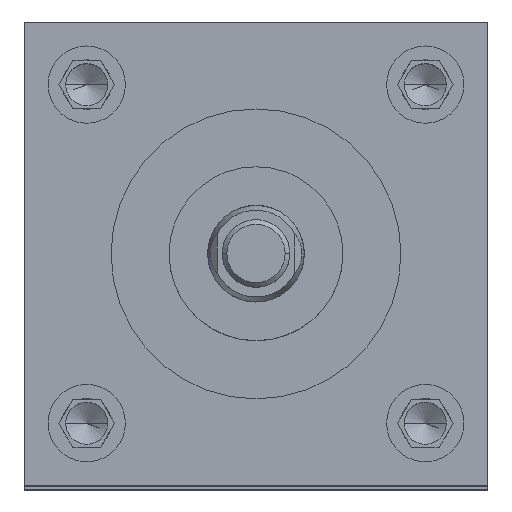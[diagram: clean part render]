
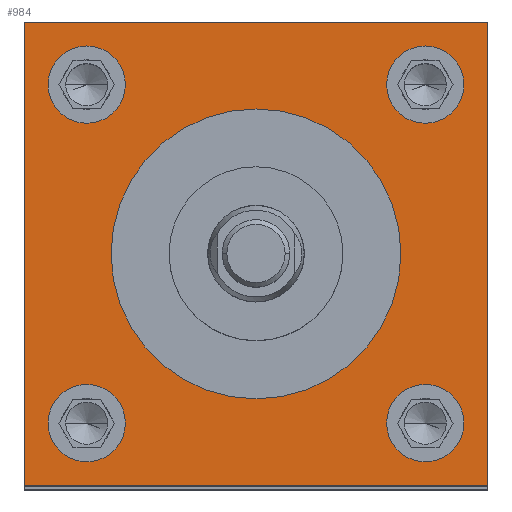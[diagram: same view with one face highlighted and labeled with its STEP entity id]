
A CAD part, top view. The second image highlights one B-rep face of the part: STEP entity #984.
In plain terms, the highlighted planar face has unit normal (0, 0, 1).
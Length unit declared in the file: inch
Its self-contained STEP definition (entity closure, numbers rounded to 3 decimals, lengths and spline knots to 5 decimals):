
#131 = CIRCLE ( 'NONE', #5475, 0.25 ) ;
#132 = ORIENTED_EDGE ( 'NONE', *, *, #1768, .F. ) ;
#154 = EDGE_CURVE ( 'NONE', #2974, #223, #4297, .T. ) ;
#158 = EDGE_LOOP ( 'NONE', ( #1101, #750 ) ) ;
#161 = FACE_BOUND ( 'NONE', #3918, .T. ) ;
#223 = VERTEX_POINT ( 'NONE', #5217 ) ;
#290 = CARTESIAN_POINT ( 'NONE',  ( -1.5, 1.5, 15.75 ) ) ;
#291 = EDGE_LOOP ( 'NONE', ( #6036, #5130, #946, #1929 ) ) ;
#306 = CARTESIAN_POINT ( 'NONE',  ( -1.5, -1.5, 15.75 ) ) ;
#313 = DIRECTION ( 'NONE',  ( 0., 0., 1. ) ) ;
#361 = DIRECTION ( 'NONE',  ( 1., 0., 0. ) ) ;
#365 = AXIS2_PLACEMENT_3D ( 'NONE', #2272, #813, #361 ) ;
#377 = ORIENTED_EDGE ( 'NONE', *, *, #1596, .F. ) ;
#445 = CARTESIAN_POINT ( 'NONE',  ( -0.845, 1.095, 15.75 ) ) ;
#470 = EDGE_CURVE ( 'NONE', #1272, #5351, #3503, .T. ) ;
#508 = DIRECTION ( 'NONE',  ( 1., 0., 0. ) ) ;
#553 = EDGE_CURVE ( 'NONE', #4109, #4261, #4038, .T. ) ;
#640 = CIRCLE ( 'NONE', #4792, 0.9375 ) ;
#682 = EDGE_CURVE ( 'NONE', #223, #4109, #5704, .T. ) ;
#750 = ORIENTED_EDGE ( 'NONE', *, *, #3146, .F. ) ;
#792 = CARTESIAN_POINT ( 'NONE',  ( -1.095, 1.095, 15.75 ) ) ;
#800 = CARTESIAN_POINT ( 'NONE',  ( 0., 0., 15.75 ) ) ;
#813 = DIRECTION ( 'NONE',  ( 0., 0., 1. ) ) ;
#846 = VECTOR ( 'NONE', #5548, 39.37008 ) ;
#946 = ORIENTED_EDGE ( 'NONE', *, *, #682, .T. ) ;
#984 = ADVANCED_FACE ( 'NONE', ( #3023, #4481, #161, #2064, #4018, #2712 ), #1750, .F. ) ;
#1101 = ORIENTED_EDGE ( 'NONE', *, *, #4291, .F. ) ;
#1157 = AXIS2_PLACEMENT_3D ( 'NONE', #2224, #1178, #2711 ) ;
#1178 = DIRECTION ( 'NONE',  ( 0., 0., 1. ) ) ;
#1236 = VECTOR ( 'NONE', #3794, 39.37008 ) ;
#1258 = AXIS2_PLACEMENT_3D ( 'NONE', #2824, #5311, #2338 ) ;
#1272 = VERTEX_POINT ( 'NONE', #1898 ) ;
#1288 = CARTESIAN_POINT ( 'NONE',  ( -1.5, 1.5, 15.75 ) ) ;
#1481 = DIRECTION ( 'NONE',  ( 1., 0., 0. ) ) ;
#1495 = ORIENTED_EDGE ( 'NONE', *, *, #5154, .F. ) ;
#1539 = DIRECTION ( 'NONE',  ( -1., 0., 0. ) ) ;
#1596 = EDGE_CURVE ( 'NONE', #4050, #3112, #1756, .T. ) ;
#1621 = CIRCLE ( 'NONE', #5160, 0.25 ) ;
#1697 = LINE ( 'NONE', #306, #846 ) ;
#1744 = ORIENTED_EDGE ( 'NONE', *, *, #3014, .F. ) ;
#1750 = PLANE ( 'NONE',  #1785 ) ;
#1756 = CIRCLE ( 'NONE', #365, 0.25 ) ;
#1768 = EDGE_CURVE ( 'NONE', #2192, #2159, #1621, .T. ) ;
#1785 = AXIS2_PLACEMENT_3D ( 'NONE', #290, #3092, #5600 ) ;
#1857 = CIRCLE ( 'NONE', #2363, 0.25 ) ;
#1898 = CARTESIAN_POINT ( 'NONE',  ( 1.345, -1.095, 15.75 ) ) ;
#1929 = ORIENTED_EDGE ( 'NONE', *, *, #553, .T. ) ;
#2006 = VERTEX_POINT ( 'NONE', #4549 ) ;
#2060 = CARTESIAN_POINT ( 'NONE',  ( -1.345, 1.095, 15.75 ) ) ;
#2064 = FACE_BOUND ( 'NONE', #2670, .T. ) ;
#2082 = EDGE_CURVE ( 'NONE', #3112, #4050, #131, .T. ) ;
#2159 = VERTEX_POINT ( 'NONE', #445 ) ;
#2192 = VERTEX_POINT ( 'NONE', #2060 ) ;
#2224 = CARTESIAN_POINT ( 'NONE',  ( -1.095, -1.095, 15.75 ) ) ;
#2244 = CARTESIAN_POINT ( 'NONE',  ( 1.345, 1.095, 15.75 ) ) ;
#2272 = CARTESIAN_POINT ( 'NONE',  ( 1.095, 1.095, 15.75 ) ) ;
#2317 = VERTEX_POINT ( 'NONE', #6057 ) ;
#2338 = DIRECTION ( 'NONE',  ( 1., 0., 0. ) ) ;
#2363 = AXIS2_PLACEMENT_3D ( 'NONE', #792, #5179, #4717 ) ;
#2553 = DIRECTION ( 'NONE',  ( 1., 0., 0. ) ) ;
#2562 = CIRCLE ( 'NONE', #2968, 0.9375 ) ;
#2593 = CIRCLE ( 'NONE', #5504, 0.25 ) ;
#2670 = EDGE_LOOP ( 'NONE', ( #4954, #132 ) ) ;
#2711 = DIRECTION ( 'NONE',  ( 1., 0., 0. ) ) ;
#2712 = FACE_OUTER_BOUND ( 'NONE', #291, .T. ) ;
#2773 = CARTESIAN_POINT ( 'NONE',  ( 1.095, 1.095, 15.75 ) ) ;
#2793 = DIRECTION ( 'NONE',  ( 1., 0., 0. ) ) ;
#2824 = CARTESIAN_POINT ( 'NONE',  ( 1.095, -1.095, 15.75 ) ) ;
#2968 = AXIS2_PLACEMENT_3D ( 'NONE', #4896, #4929, #2553 ) ;
#2974 = VERTEX_POINT ( 'NONE', #5490 ) ;
#2996 = DIRECTION ( 'NONE',  ( 0., 0., 1. ) ) ;
#3014 = EDGE_CURVE ( 'NONE', #5351, #1272, #2593, .T. ) ;
#3023 = FACE_BOUND ( 'NONE', #3595, .T. ) ;
#3092 = DIRECTION ( 'NONE',  ( 0., 0., -1. ) ) ;
#3095 = EDGE_LOOP ( 'NONE', ( #5502, #377 ) ) ;
#3112 = VERTEX_POINT ( 'NONE', #2244 ) ;
#3146 = EDGE_CURVE ( 'NONE', #4657, #5928, #2562, .T. ) ;
#3177 = CIRCLE ( 'NONE', #6083, 0.25 ) ;
#3503 = CIRCLE ( 'NONE', #1258, 0.25 ) ;
#3595 = EDGE_LOOP ( 'NONE', ( #4473, #1744 ) ) ;
#3665 = CARTESIAN_POINT ( 'NONE',  ( -1.095, -1.095, 15.75 ) ) ;
#3794 = DIRECTION ( 'NONE',  ( 0., 1., 0. ) ) ;
#3883 = DIRECTION ( 'NONE',  ( 0., 0., 1. ) ) ;
#3918 = EDGE_LOOP ( 'NONE', ( #1495, #5807 ) ) ;
#3935 = CARTESIAN_POINT ( 'NONE',  ( -1.5, -1.5, 15.75 ) ) ;
#4013 = CARTESIAN_POINT ( 'NONE',  ( 0.845, 1.095, 15.75 ) ) ;
#4018 = FACE_BOUND ( 'NONE', #158, .T. ) ;
#4038 = LINE ( 'NONE', #5364, #5310 ) ;
#4050 = VERTEX_POINT ( 'NONE', #4013 ) ;
#4109 = VERTEX_POINT ( 'NONE', #4514 ) ;
#4261 = VERTEX_POINT ( 'NONE', #1288 ) ;
#4291 = EDGE_CURVE ( 'NONE', #5928, #4657, #640, .T. ) ;
#4297 = LINE ( 'NONE', #3935, #4506 ) ;
#4399 = CARTESIAN_POINT ( 'NONE',  ( 0.9375, 0., 15.75 ) ) ;
#4473 = ORIENTED_EDGE ( 'NONE', *, *, #470, .F. ) ;
#4481 = FACE_BOUND ( 'NONE', #3095, .T. ) ;
#4506 = VECTOR ( 'NONE', #1481, 39.37008 ) ;
#4514 = CARTESIAN_POINT ( 'NONE',  ( 1.5, 1.5, 15.75 ) ) ;
#4549 = CARTESIAN_POINT ( 'NONE',  ( -1.345, -1.095, 15.75 ) ) ;
#4592 = CARTESIAN_POINT ( 'NONE',  ( -0.9375, 0., 15.75 ) ) ;
#4627 = EDGE_CURVE ( 'NONE', #2159, #2192, #1857, .T. ) ;
#4657 = VERTEX_POINT ( 'NONE', #4592 ) ;
#4681 = DIRECTION ( 'NONE',  ( 0., 0., 1. ) ) ;
#4712 = EDGE_CURVE ( 'NONE', #4261, #2974, #1697, .T. ) ;
#4717 = DIRECTION ( 'NONE',  ( 1., 0., 0. ) ) ;
#4792 = AXIS2_PLACEMENT_3D ( 'NONE', #800, #313, #5216 ) ;
#4896 = CARTESIAN_POINT ( 'NONE',  ( 0., 0., 15.75 ) ) ;
#4926 = DIRECTION ( 'NONE',  ( 1., 0., 0. ) ) ;
#4929 = DIRECTION ( 'NONE',  ( 0., 0., 1. ) ) ;
#4954 = ORIENTED_EDGE ( 'NONE', *, *, #4627, .F. ) ;
#5130 = ORIENTED_EDGE ( 'NONE', *, *, #154, .T. ) ;
#5154 = EDGE_CURVE ( 'NONE', #2317, #2006, #3177, .T. ) ;
#5160 = AXIS2_PLACEMENT_3D ( 'NONE', #5444, #2996, #4926 ) ;
#5179 = DIRECTION ( 'NONE',  ( 0., 0., 1. ) ) ;
#5216 = DIRECTION ( 'NONE',  ( 1., 0., 0. ) ) ;
#5217 = CARTESIAN_POINT ( 'NONE',  ( 1.5, -1.5, 15.75 ) ) ;
#5310 = VECTOR ( 'NONE', #1539, 39.37008 ) ;
#5311 = DIRECTION ( 'NONE',  ( 0., 0., 1. ) ) ;
#5351 = VERTEX_POINT ( 'NONE', #5707 ) ;
#5364 = CARTESIAN_POINT ( 'NONE',  ( -1.5, 1.5, 15.75 ) ) ;
#5444 = CARTESIAN_POINT ( 'NONE',  ( -1.095, 1.095, 15.75 ) ) ;
#5475 = AXIS2_PLACEMENT_3D ( 'NONE', #2773, #3883, #508 ) ;
#5490 = CARTESIAN_POINT ( 'NONE',  ( -1.5, -1.5, 15.75 ) ) ;
#5502 = ORIENTED_EDGE ( 'NONE', *, *, #2082, .F. ) ;
#5504 = AXIS2_PLACEMENT_3D ( 'NONE', #6121, #6027, #2793 ) ;
#5548 = DIRECTION ( 'NONE',  ( 0., -1., 0. ) ) ;
#5600 = DIRECTION ( 'NONE',  ( -1., 0., 0. ) ) ;
#5634 = DIRECTION ( 'NONE',  ( 1., 0., 0. ) ) ;
#5662 = CARTESIAN_POINT ( 'NONE',  ( 1.5, -1.5, 15.75 ) ) ;
#5704 = LINE ( 'NONE', #5662, #1236 ) ;
#5707 = CARTESIAN_POINT ( 'NONE',  ( 0.845, -1.095, 15.75 ) ) ;
#5789 = CIRCLE ( 'NONE', #1157, 0.25 ) ;
#5807 = ORIENTED_EDGE ( 'NONE', *, *, #6026, .F. ) ;
#5928 = VERTEX_POINT ( 'NONE', #4399 ) ;
#6026 = EDGE_CURVE ( 'NONE', #2006, #2317, #5789, .T. ) ;
#6027 = DIRECTION ( 'NONE',  ( 0., 0., 1. ) ) ;
#6036 = ORIENTED_EDGE ( 'NONE', *, *, #4712, .T. ) ;
#6057 = CARTESIAN_POINT ( 'NONE',  ( -0.845, -1.095, 15.75 ) ) ;
#6083 = AXIS2_PLACEMENT_3D ( 'NONE', #3665, #4681, #5634 ) ;
#6121 = CARTESIAN_POINT ( 'NONE',  ( 1.095, -1.095, 15.75 ) ) ;
